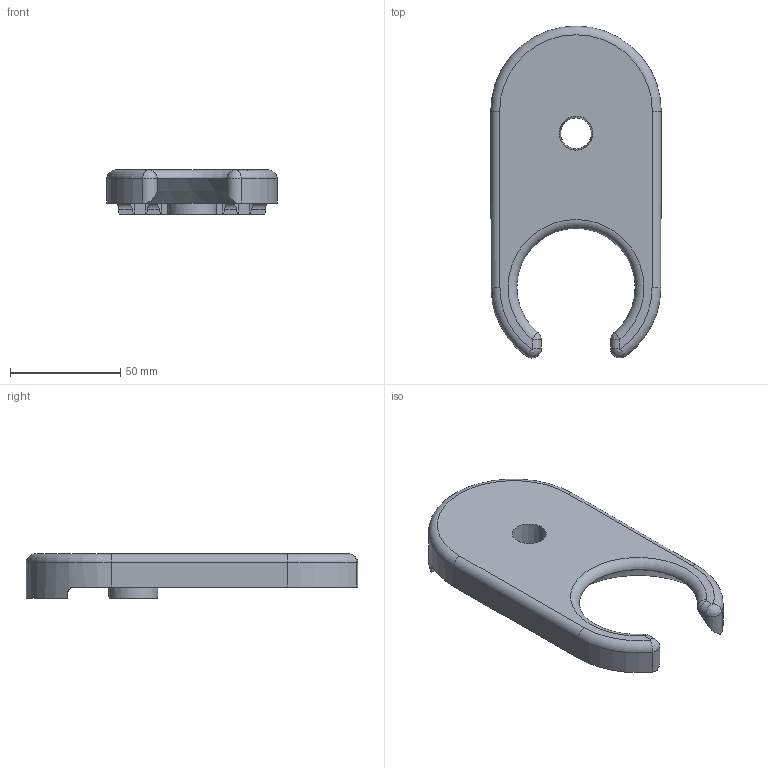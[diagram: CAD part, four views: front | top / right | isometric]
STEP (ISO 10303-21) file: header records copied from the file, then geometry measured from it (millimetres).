
FILE_DESCRIPTION(/* description */ ('Bodenbefestigung für Trapezteller 80'),/* implementation_level */ '2;1');
FILE_NAME(/* name */ '203600701 Bodenbefestigung für Trapezteller 80.stp',/* time_stamp */ '2020-01-27T14:22:49+01:00',/* author */ ('wheldmann'),/* organization */ (''),/* preprocessor_version */ 'ST-DEVELOPER v17.2',/* originating_system */ 'Autodesk Inventor 2019',/* authorisation */ ' ');
FILE_SCHEMA (('AUTOMOTIVE_DESIGN { 1 0 10303 214 3 1 1 }'));
Length unit declared in the file: millimetre
Products named in the file (1): 203600701
Bounding box: 77.4 x 150.71 x 20 mm (x, y, z)
Volume: 72915.8 mm3; surface area: 33570.2 mm2
Topology: 1 solids, 1 shells, 134 faces, 364 edges, 236 vertices
Faces by surface type: cylinder 58, plane 57, bspline 12, torus 4, cone 3
Entity records: 4857 total; most frequent: CARTESIAN_POINT 1410, ORIENTED_EDGE 728, DIRECTION 727, EDGE_CURVE 364, AXIS2_PLACEMENT_3D 278, VERTEX_POINT 236, LINE 171, VECTOR 171
